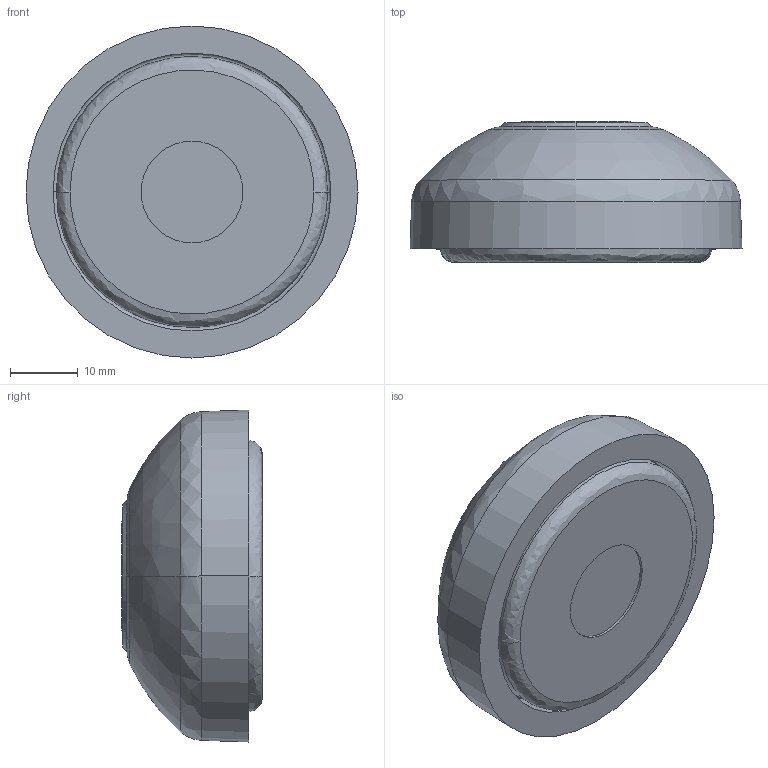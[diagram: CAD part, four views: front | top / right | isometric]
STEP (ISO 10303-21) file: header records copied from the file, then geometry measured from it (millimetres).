
FILE_DESCRIPTION(('FreeCAD Model'),'2;1');
FILE_NAME('Open CASCADE Shape Model','2024-04-03T11:07:26',(''),(''), 'Open CASCADE STEP processor 7.6','FreeCAD','Unknown');
FILE_SCHEMA(('AUTOMOTIVE_DESIGN { 1 0 10303 214 1 1 1 1 }'));
Length unit declared in the file: millimetre
Products named in the file (3): STI8-PM50; SOLID; SOLID001
Assembly tree (2 placements, depth 2):
  STI8-PM50
    SOLID
    SOLID001
Bounding box: 49 x 20.8 x 49 mm (x, y, z)
Volume: 27767.3 mm3; surface area: 11036 mm2
Topology: 2 solids, 2 shells, 68 faces, 152 edges, 96 vertices
Faces by surface type: bspline 23, cylinder 20, cone 14, plane 11
Entity records: 11995 total; most frequent: CARTESIAN_POINT 9038, DIRECTION 508, ORIENTED_EDGE 304, PCURVE 304, DEFINITIONAL_REPRESENTATION 304, LINE 192, VECTOR 192, EDGE_CURVE 152
